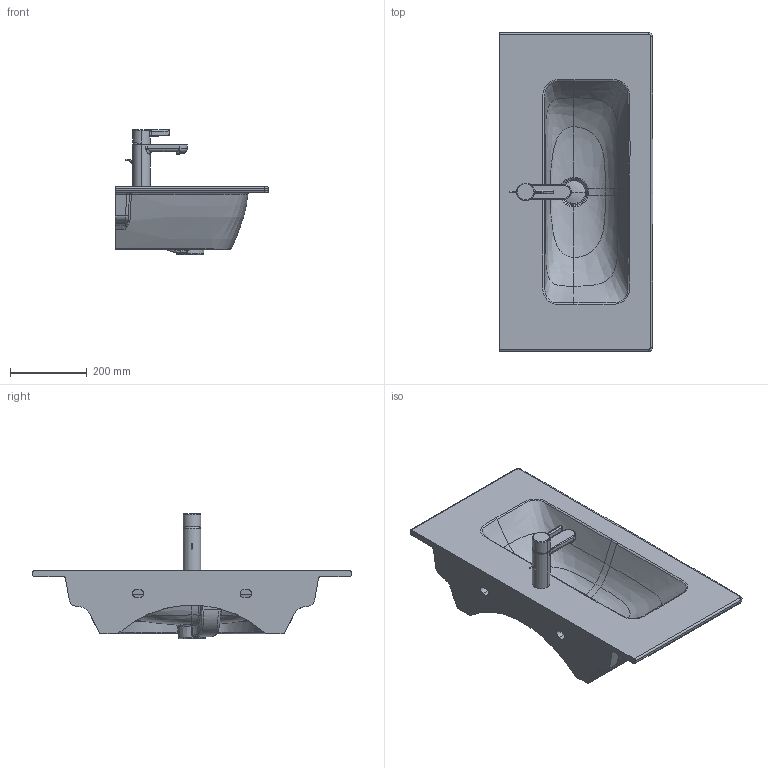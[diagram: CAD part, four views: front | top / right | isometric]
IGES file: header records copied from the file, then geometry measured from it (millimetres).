
Global section: file name: No Iges File Name specified; native system: Autodesk Inventor 2011; preprocessor: AutoDesk Inventor Iges Exporter R2011; author: Administrator; date: 20170731.153501; units: millimetre
Bounding box: 399.32 x 829.68 x 325.56 mm (x, y, z)
Volume: 14784856.6 mm3; surface area: 1181954.6 mm2
Topology: 7 solids, 7 shells, 364 faces, 918 edges, 570 vertices
Faces by surface type: bspline 143, plane 79, revolution 60, cylinder 60, torus 17, cone 3, sphere 2
